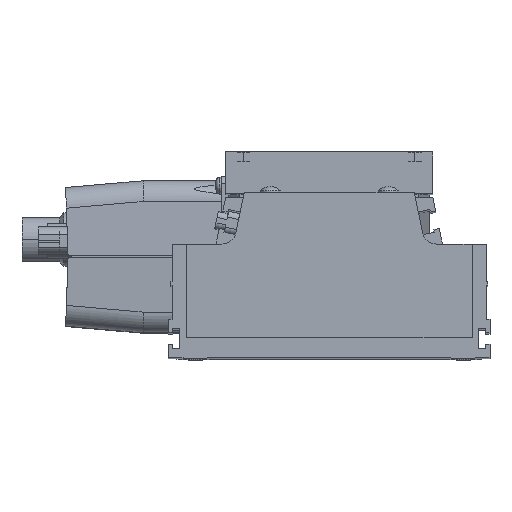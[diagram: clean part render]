
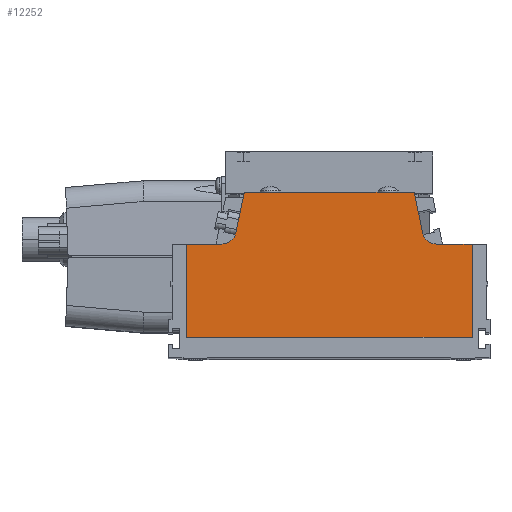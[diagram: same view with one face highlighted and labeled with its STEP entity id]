
A CAD part, top view. The second image highlights one B-rep face of the part: STEP entity #12252.
In plain terms, the highlighted planar face has unit normal (0, 0, 1).
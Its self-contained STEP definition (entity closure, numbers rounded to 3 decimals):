
#431 = VERTEX_POINT ( 'NONE', #9872 ) ;
#798 = DIRECTION ( 'NONE',  ( -1., 0., 0. ) ) ;
#1166 = CARTESIAN_POINT ( 'NONE',  ( 30.049, 7., 322.5 ) ) ;
#1683 = DIRECTION ( 'NONE',  ( 0., 0., -1. ) ) ;
#1868 = CARTESIAN_POINT ( 'NONE',  ( 26.133, 6.184, 322.5 ) ) ;
#2335 = CARTESIAN_POINT ( 'NONE',  ( 40., -23.13, 322.5 ) ) ;
#2678 = DIRECTION ( 'NONE',  ( 0.204, -0.979, 0. ) ) ;
#2757 = VECTOR ( 'NONE', #2678, 1000. ) ;
#3032 = LINE ( 'NONE', #14585, #5316 ) ;
#3153 = DIRECTION ( 'NONE',  ( 1., 0., 0. ) ) ;
#3184 = CARTESIAN_POINT ( 'NONE',  ( -40., 84.488, 322.5 ) ) ;
#3565 = DIRECTION ( 'NONE',  ( 0., 0., -1. ) ) ;
#3912 = DIRECTION ( 'NONE',  ( -1., 0., 0. ) ) ;
#4350 = EDGE_CURVE ( 'NONE', #14314, #21428, #3032, .T. ) ;
#4661 = PLANE ( 'NONE',  #5871 ) ;
#4731 = VERTEX_POINT ( 'NONE', #24817 ) ;
#5180 = ORIENTED_EDGE ( 'NONE', *, *, #10106, .F. ) ;
#5316 = VECTOR ( 'NONE', #3153, 1000. ) ;
#5350 = VERTEX_POINT ( 'NONE', #21451 ) ;
#5530 = DIRECTION ( 'NONE',  ( -1., 0., 0. ) ) ;
#5871 = AXIS2_PLACEMENT_3D ( 'NONE', #3184, #11255, #12839 ) ;
#6160 = EDGE_CURVE ( 'NONE', #15653, #4731, #25306, .T. ) ;
#6194 = LINE ( 'NONE', #22052, #7373 ) ;
#7373 = VECTOR ( 'NONE', #16229, 1000. ) ;
#7720 = CARTESIAN_POINT ( 'NONE',  ( -30.049, 3., 322.5 ) ) ;
#8127 = VERTEX_POINT ( 'NONE', #1868 ) ;
#8329 = CARTESIAN_POINT ( 'NONE',  ( -26.133, 6.184, 322.5 ) ) ;
#8606 = EDGE_CURVE ( 'NONE', #12431, #15653, #19498, .T. ) ;
#8694 = ORIENTED_EDGE ( 'NONE', *, *, #15097, .F. ) ;
#8756 = FACE_OUTER_BOUND ( 'NONE', #9270, .T. ) ;
#8913 = CARTESIAN_POINT ( 'NONE',  ( -40., 84.488, 322.5 ) ) ;
#9036 = CARTESIAN_POINT ( 'NONE',  ( 23.784, 17.45, 322.5 ) ) ;
#9270 = EDGE_LOOP ( 'NONE', ( #5180, #20252, #20428, #13192, #11549, #8694, #16146, #16807, #20166, #13774 ) ) ;
#9814 = AXIS2_PLACEMENT_3D ( 'NONE', #25892, #3565, #14148 ) ;
#9872 = CARTESIAN_POINT ( 'NONE',  ( 30.049, 3., 322.5 ) ) ;
#10018 = EDGE_CURVE ( 'NONE', #11632, #24806, #10837, .T. ) ;
#10106 = EDGE_CURVE ( 'NONE', #5350, #11632, #15198, .T. ) ;
#10478 = AXIS2_PLACEMENT_3D ( 'NONE', #1166, #1683, #5530 ) ;
#10837 = LINE ( 'NONE', #18895, #14874 ) ;
#11255 = DIRECTION ( 'NONE',  ( 0., 0., -1. ) ) ;
#11355 = DIRECTION ( 'NONE',  ( 0., -1., 0. ) ) ;
#11457 = EDGE_CURVE ( 'NONE', #431, #8127, #21859, .T. ) ;
#11549 = ORIENTED_EDGE ( 'NONE', *, *, #4350, .F. ) ;
#11632 = VERTEX_POINT ( 'NONE', #2335 ) ;
#11949 = CARTESIAN_POINT ( 'NONE',  ( 23.784, 17.45, 322.5 ) ) ;
#12109 = CARTESIAN_POINT ( 'NONE',  ( -40., 3., 322.5 ) ) ;
#12252 = ADVANCED_FACE ( 'NONE', ( #8756 ), #4661, .F. ) ;
#12431 = VERTEX_POINT ( 'NONE', #8329 ) ;
#12527 = VECTOR ( 'NONE', #13146, 1000. ) ;
#12839 = DIRECTION ( 'NONE',  ( -1., 0., 0. ) ) ;
#12858 = LINE ( 'NONE', #8913, #22308 ) ;
#13146 = DIRECTION ( 'NONE',  ( -1., 0., 0. ) ) ;
#13192 = ORIENTED_EDGE ( 'NONE', *, *, #17233, .F. ) ;
#13774 = ORIENTED_EDGE ( 'NONE', *, *, #10018, .F. ) ;
#14148 = DIRECTION ( 'NONE',  ( -1., 0., 0. ) ) ;
#14314 = VERTEX_POINT ( 'NONE', #21741 ) ;
#14585 = CARTESIAN_POINT ( 'NONE',  ( -23.784, 17.45, 322.5 ) ) ;
#14874 = VECTOR ( 'NONE', #798, 1000. ) ;
#15097 = EDGE_CURVE ( 'NONE', #12431, #14314, #6194, .T. ) ;
#15109 = LINE ( 'NONE', #9036, #2757 ) ;
#15198 = LINE ( 'NONE', #19412, #24575 ) ;
#15653 = VERTEX_POINT ( 'NONE', #7720 ) ;
#16146 = ORIENTED_EDGE ( 'NONE', *, *, #8606, .T. ) ;
#16229 = DIRECTION ( 'NONE',  ( 0.204, 0.979, 0. ) ) ;
#16807 = ORIENTED_EDGE ( 'NONE', *, *, #6160, .T. ) ;
#17233 = EDGE_CURVE ( 'NONE', #21428, #8127, #15109, .T. ) ;
#17917 = LINE ( 'NONE', #12109, #23512 ) ;
#18831 = CARTESIAN_POINT ( 'NONE',  ( -40., 3., 322.5 ) ) ;
#18895 = CARTESIAN_POINT ( 'NONE',  ( -40., -23.13, 322.5 ) ) ;
#19261 = CARTESIAN_POINT ( 'NONE',  ( -40., -23.13, 322.5 ) ) ;
#19329 = DIRECTION ( 'NONE',  ( 0., -1., 0. ) ) ;
#19412 = CARTESIAN_POINT ( 'NONE',  ( 40., 84.488, 322.5 ) ) ;
#19498 = CIRCLE ( 'NONE', #9814, 4. ) ;
#19883 = EDGE_CURVE ( 'NONE', #5350, #431, #17917, .T. ) ;
#20166 = ORIENTED_EDGE ( 'NONE', *, *, #21671, .T. ) ;
#20252 = ORIENTED_EDGE ( 'NONE', *, *, #19883, .T. ) ;
#20428 = ORIENTED_EDGE ( 'NONE', *, *, #11457, .T. ) ;
#21428 = VERTEX_POINT ( 'NONE', #11949 ) ;
#21451 = CARTESIAN_POINT ( 'NONE',  ( 40., 3., 322.5 ) ) ;
#21671 = EDGE_CURVE ( 'NONE', #4731, #24806, #12858, .T. ) ;
#21741 = CARTESIAN_POINT ( 'NONE',  ( -23.784, 17.45, 322.5 ) ) ;
#21859 = CIRCLE ( 'NONE', #10478, 4. ) ;
#22052 = CARTESIAN_POINT ( 'NONE',  ( -26.797, 3., 322.5 ) ) ;
#22308 = VECTOR ( 'NONE', #19329, 1000. ) ;
#23512 = VECTOR ( 'NONE', #3912, 1000. ) ;
#24575 = VECTOR ( 'NONE', #11355, 1000. ) ;
#24806 = VERTEX_POINT ( 'NONE', #19261 ) ;
#24817 = CARTESIAN_POINT ( 'NONE',  ( -40., 3., 322.5 ) ) ;
#25306 = LINE ( 'NONE', #18831, #12527 ) ;
#25892 = CARTESIAN_POINT ( 'NONE',  ( -30.049, 7., 322.5 ) ) ;
